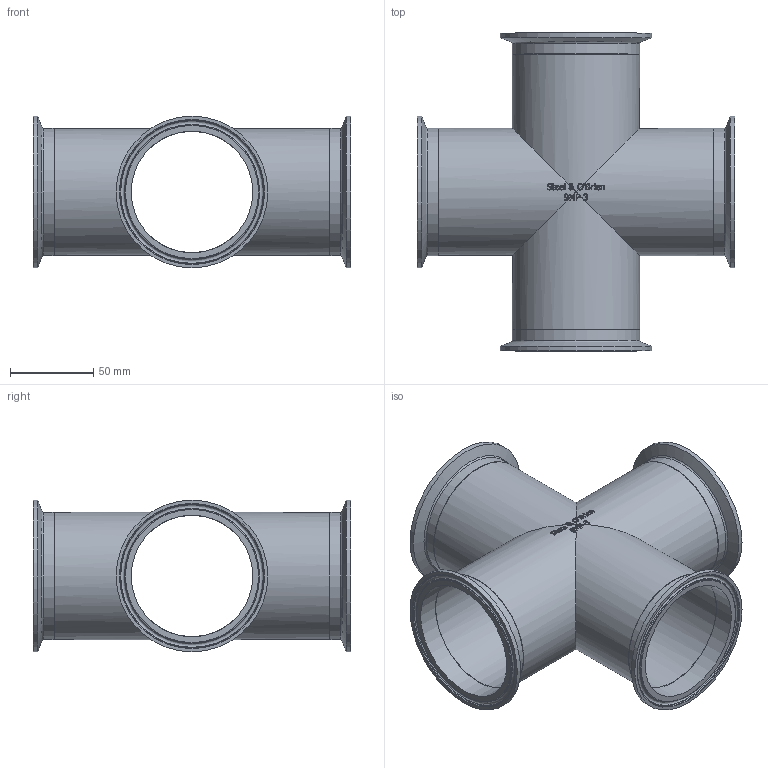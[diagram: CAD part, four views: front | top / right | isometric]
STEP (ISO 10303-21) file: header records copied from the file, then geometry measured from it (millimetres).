
FILE_DESCRIPTION(/* description */ (''),/* implementation_level */ '2;1');
FILE_NAME(/* name */ '9MP-3.stp',/* time_stamp */ '2019-06-19T11:47:08-04:00',/* author */ ('rick'),/* organization */ (''),/* preprocessor_version */ 'ST-DEVELOPER v15.2',/* originating_system */ 'Autodesk Inventor 2014',/* authorisation */ '');
FILE_SCHEMA (('AUTOMOTIVE_DESIGN { 1 0 10303 214 3 1 1 }'));
Length unit declared in the file: inch
Products named in the file (1): 9MP-3
Bounding box: 190.5 x 190.5 x 90.91 mm (x, y, z)
Volume: 139099.1 mm3; surface area: 151306.7 mm2
Topology: 1 solids, 1 shells, 394 faces, 1043 edges, 681 vertices
Faces by surface type: bspline 165, plane 131, cylinder 62, torus 24, cone 12
Full cylindrical faces by diameter (mm): 72.898 x8, 76.2 x8, 90.907 x4
Entity records: 14867 total; most frequent: CARTESIAN_POINT 6200, ORIENTED_EDGE 1952, DIRECTION 1324, EDGE_CURVE 976, VERTEX_POINT 672, EDGE_LOOP 486, AXIS2_PLACEMENT_3D 465, LINE 394
